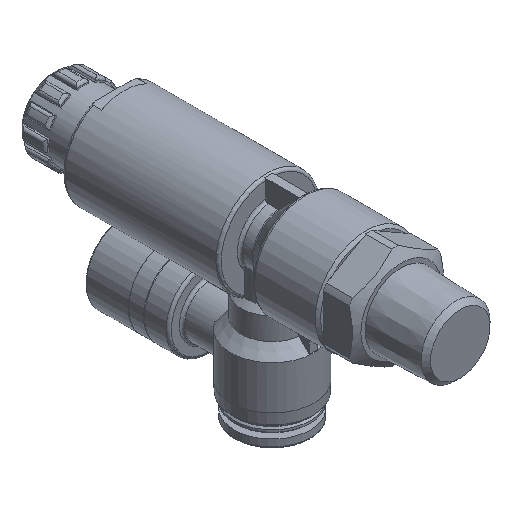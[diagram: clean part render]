
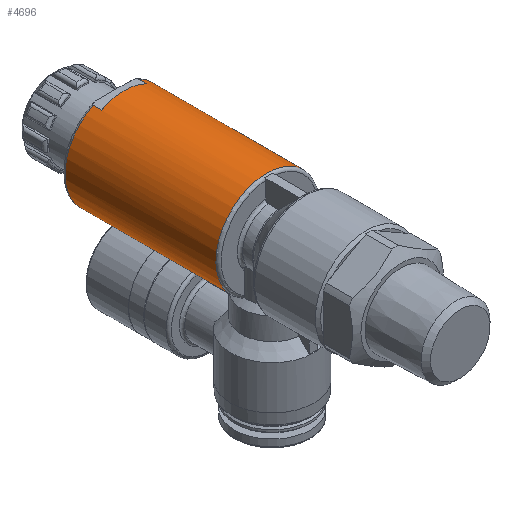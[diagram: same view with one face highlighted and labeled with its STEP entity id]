
A CAD part, isometric view. The second image highlights one B-rep face of the part: STEP entity #4696.
In plain terms, the highlighted cylindrical face has radius 9.5 mm (diameter 19 mm), a full revolution.
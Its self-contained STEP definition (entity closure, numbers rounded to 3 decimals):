
#162=B_SPLINE_CURVE_WITH_KNOTS('',3,(#6204,#6205,#6206,#6207),
 .UNSPECIFIED.,.F.,.F.,(4,4),(0.,0.005),
 .UNSPECIFIED.);
#163=B_SPLINE_CURVE_WITH_KNOTS('',3,(#6212,#6213,#6214,#6215),
 .UNSPECIFIED.,.F.,.F.,(4,4),(0.,0.005),
 .UNSPECIFIED.);
#164=B_SPLINE_CURVE_WITH_KNOTS('',3,(#6217,#6218,#6219,#6220),
 .UNSPECIFIED.,.F.,.F.,(4,4),(0.01,0.013),
 .UNSPECIFIED.);
#165=B_SPLINE_CURVE_WITH_KNOTS('',3,(#6228,#6229,#6230,#6231),
 .UNSPECIFIED.,.F.,.F.,(4,4),(0.006,0.008),
 .UNSPECIFIED.);
#338=LINE('',#6191,#508);
#339=LINE('',#6195,#509);
#340=LINE('',#6199,#510);
#341=LINE('',#6203,#511);
#342=LINE('',#6222,#512);
#343=LINE('',#6226,#513);
#508=VECTOR('',#5280,1000.);
#509=VECTOR('',#5283,1000.);
#510=VECTOR('',#5286,1000.);
#511=VECTOR('',#5289,1000.);
#512=VECTOR('',#5292,1000.);
#513=VECTOR('',#5295,1000.);
#678=ORIENTED_EDGE('',*,*,#1704,.F.);
#679=ORIENTED_EDGE('',*,*,#1705,.F.);
#680=ORIENTED_EDGE('',*,*,#1706,.F.);
#681=ORIENTED_EDGE('',*,*,#1707,.F.);
#682=ORIENTED_EDGE('',*,*,#1708,.F.);
#683=ORIENTED_EDGE('',*,*,#1709,.F.);
#684=ORIENTED_EDGE('',*,*,#1710,.F.);
#685=ORIENTED_EDGE('',*,*,#1711,.F.);
#686=ORIENTED_EDGE('',*,*,#1712,.F.);
#687=ORIENTED_EDGE('',*,*,#1713,.T.);
#688=ORIENTED_EDGE('',*,*,#1714,.F.);
#689=ORIENTED_EDGE('',*,*,#1715,.F.);
#690=ORIENTED_EDGE('',*,*,#1716,.T.);
#691=ORIENTED_EDGE('',*,*,#1717,.F.);
#692=ORIENTED_EDGE('',*,*,#1718,.F.);
#693=ORIENTED_EDGE('',*,*,#1719,.F.);
#1704=EDGE_CURVE('',#2217,#2218,#2565,.T.);
#1705=EDGE_CURVE('',#2219,#2217,#338,.F.);
#1706=EDGE_CURVE('',#2220,#2219,#2566,.T.);
#1707=EDGE_CURVE('',#2221,#2220,#339,.T.);
#1708=EDGE_CURVE('',#2222,#2221,#2567,.T.);
#1709=EDGE_CURVE('',#2223,#2222,#340,.F.);
#1710=EDGE_CURVE('',#2224,#2223,#2568,.T.);
#1711=EDGE_CURVE('',#2218,#2224,#341,.T.);
#1712=EDGE_CURVE('',#2225,#2226,#162,.T.);
#1713=EDGE_CURVE('',#2225,#2227,#2569,.T.);
#1714=EDGE_CURVE('',#2228,#2227,#163,.T.);
#1715=EDGE_CURVE('',#2229,#2228,#164,.T.);
#1716=EDGE_CURVE('',#2229,#2230,#342,.T.);
#1717=EDGE_CURVE('',#2231,#2230,#2570,.T.);
#1718=EDGE_CURVE('',#2232,#2231,#343,.T.);
#1719=EDGE_CURVE('',#2226,#2232,#165,.T.);
#2217=VERTEX_POINT('',#6189);
#2218=VERTEX_POINT('',#6190);
#2219=VERTEX_POINT('',#6192);
#2220=VERTEX_POINT('',#6194);
#2221=VERTEX_POINT('',#6196);
#2222=VERTEX_POINT('',#6198);
#2223=VERTEX_POINT('',#6200);
#2224=VERTEX_POINT('',#6202);
#2225=VERTEX_POINT('',#6208);
#2226=VERTEX_POINT('',#6209);
#2227=VERTEX_POINT('',#6211);
#2228=VERTEX_POINT('',#6216);
#2229=VERTEX_POINT('',#6221);
#2230=VERTEX_POINT('',#6223);
#2231=VERTEX_POINT('',#6225);
#2232=VERTEX_POINT('',#6227);
#2565=CIRCLE('',#4905,9.5);
#2566=CIRCLE('',#4906,9.5);
#2567=CIRCLE('',#4907,9.5);
#2568=CIRCLE('',#4908,9.5);
#2569=CIRCLE('',#4909,9.5);
#2570=CIRCLE('',#4910,9.5);
#2732=EDGE_LOOP('',(#678,#679,#680,#681,#682,#683,#684,#685));
#2733=EDGE_LOOP('',(#686,#687,#688,#689,#690,#691,#692,#693));
#2971=FACE_BOUND('',#2732,.T.);
#2972=FACE_BOUND('',#2733,.T.);
#3210=CYLINDRICAL_SURFACE('',#4904,9.5);
#4696=ADVANCED_FACE('',(#2971,#2972),#3210,.T.);
#4904=AXIS2_PLACEMENT_3D('',#6187,#5276,#5277);
#4905=AXIS2_PLACEMENT_3D('',#6188,#5278,#5279);
#4906=AXIS2_PLACEMENT_3D('',#6193,#5281,#5282);
#4907=AXIS2_PLACEMENT_3D('',#6197,#5284,#5285);
#4908=AXIS2_PLACEMENT_3D('',#6201,#5287,#5288);
#4909=AXIS2_PLACEMENT_3D('',#6210,#5290,#5291);
#4910=AXIS2_PLACEMENT_3D('',#6224,#5293,#5294);
#5276=DIRECTION('',(0.,1.,0.));
#5277=DIRECTION('',(0.,0.,1.));
#5278=DIRECTION('',(0.,1.,0.));
#5279=DIRECTION('',(0.,0.,1.));
#5280=DIRECTION('',(0.,1.,0.));
#5281=DIRECTION('',(0.,1.,0.));
#5282=DIRECTION('',(0.,0.,1.));
#5283=DIRECTION('',(0.,1.,0.));
#5284=DIRECTION('',(0.,1.,0.));
#5285=DIRECTION('',(0.,0.,1.));
#5286=DIRECTION('',(0.,1.,0.));
#5287=DIRECTION('',(0.,1.,0.));
#5288=DIRECTION('',(0.,0.,1.));
#5289=DIRECTION('',(0.,1.,0.));
#5290=DIRECTION('',(0.,1.,0.));
#5291=DIRECTION('',(0.,0.,1.));
#5292=DIRECTION('',(0.,1.,0.));
#5293=DIRECTION('',(0.,-1.,0.));
#5294=DIRECTION('',(0.,0.,-1.));
#5295=DIRECTION('',(0.,1.,0.));
#6187=CARTESIAN_POINT('',(0.,64.6,0.));
#6188=CARTESIAN_POINT('',(0.,51.6,0.));
#6189=CARTESIAN_POINT('',(-4.243,51.6,8.5));
#6190=CARTESIAN_POINT('',(4.243,51.6,8.5));
#6191=CARTESIAN_POINT('',(-4.243,64.6,8.5));
#6192=CARTESIAN_POINT('',(-4.243,53.1,8.5));
#6193=CARTESIAN_POINT('',(0.,53.1,0.));
#6194=CARTESIAN_POINT('',(-4.243,53.1,-8.5));
#6195=CARTESIAN_POINT('',(-4.243,64.6,-8.5));
#6196=CARTESIAN_POINT('',(-4.243,51.6,-8.5));
#6197=CARTESIAN_POINT('',(0.,51.6,0.));
#6198=CARTESIAN_POINT('',(4.243,51.6,-8.5));
#6199=CARTESIAN_POINT('',(4.243,64.6,-8.5));
#6200=CARTESIAN_POINT('',(4.243,53.1,-8.5));
#6201=CARTESIAN_POINT('',(0.,53.1,0.));
#6202=CARTESIAN_POINT('',(4.243,53.1,8.5));
#6203=CARTESIAN_POINT('',(4.243,64.6,8.5));
#6204=CARTESIAN_POINT('',(-4.848,25.,-8.17));
#6205=CARTESIAN_POINT('',(-4.664,26.432,-8.279));
#6206=CARTESIAN_POINT('',(-4.102,27.788,-8.63));
#6207=CARTESIAN_POINT('',(-3.129,28.824,-8.97));
#6208=CARTESIAN_POINT('',(-4.848,25.,-8.17));
#6209=CARTESIAN_POINT('',(-3.129,28.824,-8.97));
#6210=CARTESIAN_POINT('',(0.,25.,0.));
#6211=CARTESIAN_POINT('',(4.848,25.,-8.17));
#6212=CARTESIAN_POINT('',(3.129,28.824,-8.97));
#6213=CARTESIAN_POINT('',(4.092,27.799,-8.634));
#6214=CARTESIAN_POINT('',(4.664,26.433,-8.279));
#6215=CARTESIAN_POINT('',(4.848,25.,-8.17));
#6216=CARTESIAN_POINT('',(3.129,28.824,-8.97));
#6217=CARTESIAN_POINT('',(0.75,29.701,-9.47));
#6218=CARTESIAN_POINT('',(1.607,29.588,-9.402));
#6219=CARTESIAN_POINT('',(2.426,29.28,-9.215));
#6220=CARTESIAN_POINT('',(3.129,28.824,-8.97));
#6221=CARTESIAN_POINT('',(0.75,29.701,-9.47));
#6222=CARTESIAN_POINT('',(0.75,64.6,-9.47));
#6223=CARTESIAN_POINT('',(0.75,35.8,-9.47));
#6224=CARTESIAN_POINT('',(0.,35.8,0.));
#6225=CARTESIAN_POINT('',(-0.75,35.8,-9.47));
#6226=CARTESIAN_POINT('',(-0.75,64.6,-9.47));
#6227=CARTESIAN_POINT('',(-0.75,29.701,-9.47));
#6228=CARTESIAN_POINT('',(-3.129,28.824,-8.97));
#6229=CARTESIAN_POINT('',(-2.429,29.278,-9.214));
#6230=CARTESIAN_POINT('',(-1.606,29.588,-9.403));
#6231=CARTESIAN_POINT('',(-0.75,29.701,-9.47));
